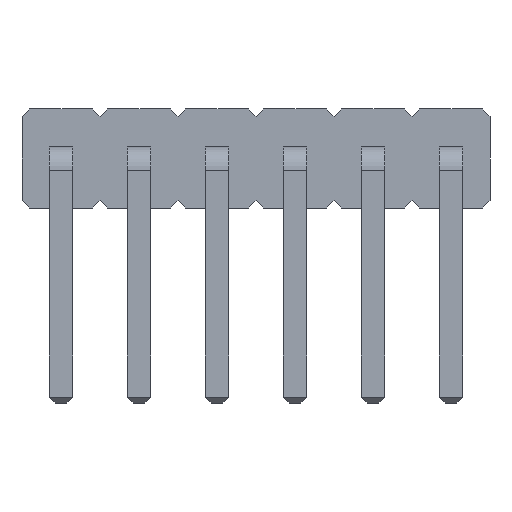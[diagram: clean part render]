
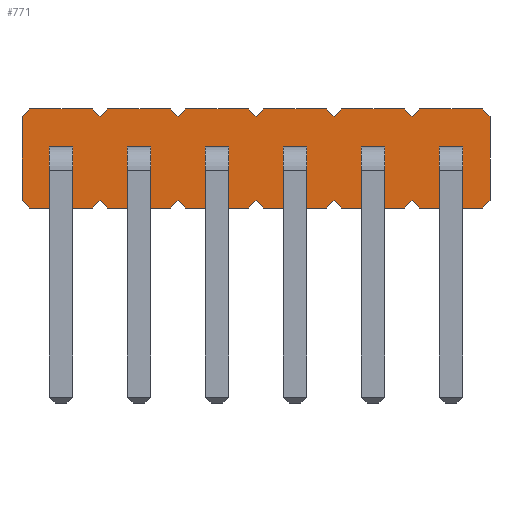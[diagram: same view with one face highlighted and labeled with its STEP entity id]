
A CAD part, left-side view. The second image highlights one B-rep face of the part: STEP entity #771.
In plain terms, the highlighted planar face has unit normal (-1, 0, 0).
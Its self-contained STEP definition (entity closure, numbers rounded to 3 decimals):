
#13=DIRECTION('',(0.,0.,1.));
#22=VERTEX_POINT('',#23);
#23=CARTESIAN_POINT('',(0.25,0.5,0.1));
#34=VECTOR('',#35,1.);
#35=DIRECTION('',(0.,-0.707,-0.707));
#38=VERTEX_POINT('',#39);
#39=CARTESIAN_POINT('',(0.25,0.4,0.));
#42=EDGE_CURVE('',#22,#38,#43,.T.);
#43=LINE('',#23,#34);
#46=DIRECTION('',(0.,0.707,-0.707));
#56=VECTOR('',#57,1.);
#57=DIRECTION('',(0.,-1.,0.));
#60=VERTEX_POINT('',#61);
#61=CARTESIAN_POINT('',(0.25,-0.4,0.));
#64=EDGE_CURVE('',#38,#60,#65,.T.);
#65=LINE('',#39,#56);
#78=VECTOR('',#79,1.);
#79=DIRECTION('',(0.,-0.707,0.707));
#82=VERTEX_POINT('',#83);
#83=CARTESIAN_POINT('',(0.25,-0.5,0.1));
#86=EDGE_CURVE('',#60,#82,#87,.T.);
#87=LINE('',#61,#78);
#102=VERTEX_POINT('',#103);
#103=CARTESIAN_POINT('',(0.25,-0.6,0.));
#106=EDGE_CURVE('',#82,#102,#107,.T.);
#107=LINE('',#83,#34);
#121=VERTEX_POINT('',#122);
#122=CARTESIAN_POINT('',(0.25,-1.4,0.));
#125=EDGE_CURVE('',#102,#121,#126,.T.);
#126=LINE('',#103,#56);
#140=VERTEX_POINT('',#141);
#141=CARTESIAN_POINT('',(0.25,-1.5,0.1));
#144=EDGE_CURVE('',#121,#140,#145,.T.);
#145=LINE('',#122,#78);
#160=VERTEX_POINT('',#161);
#161=CARTESIAN_POINT('',(0.25,-1.6,0.));
#164=EDGE_CURVE('',#140,#160,#165,.T.);
#165=LINE('',#166,#34);
#166=CARTESIAN_POINT('',(0.25,-1.5,0.1));
#181=VERTEX_POINT('',#182);
#182=CARTESIAN_POINT('',(0.25,-2.4,0.));
#185=EDGE_CURVE('',#160,#181,#186,.T.);
#186=LINE('',#187,#56);
#187=CARTESIAN_POINT('',(0.25,-1.6,0.));
#201=VERTEX_POINT('',#202);
#202=CARTESIAN_POINT('',(0.25,-2.5,0.1));
#205=EDGE_CURVE('',#181,#201,#206,.T.);
#206=LINE('',#182,#78);
#221=VERTEX_POINT('',#222);
#222=CARTESIAN_POINT('',(0.25,-2.6,0.));
#225=EDGE_CURVE('',#201,#221,#226,.T.);
#226=LINE('',#227,#34);
#227=CARTESIAN_POINT('',(0.25,-2.5,0.1));
#242=VERTEX_POINT('',#243);
#243=CARTESIAN_POINT('',(0.25,-3.4,0.));
#246=EDGE_CURVE('',#221,#242,#247,.T.);
#247=LINE('',#248,#56);
#248=CARTESIAN_POINT('',(0.25,-2.6,0.));
#262=VERTEX_POINT('',#263);
#263=CARTESIAN_POINT('',(0.25,-3.5,0.1));
#266=EDGE_CURVE('',#242,#262,#267,.T.);
#267=LINE('',#243,#78);
#282=VERTEX_POINT('',#283);
#283=CARTESIAN_POINT('',(0.25,-3.6,0.));
#286=EDGE_CURVE('',#262,#282,#287,.T.);
#287=LINE('',#288,#34);
#288=CARTESIAN_POINT('',(0.25,-3.5,0.1));
#303=VERTEX_POINT('',#304);
#304=CARTESIAN_POINT('',(0.25,-4.4,0.));
#307=EDGE_CURVE('',#282,#303,#308,.T.);
#308=LINE('',#309,#56);
#309=CARTESIAN_POINT('',(0.25,-3.6,0.));
#323=VERTEX_POINT('',#324);
#324=CARTESIAN_POINT('',(0.25,-4.5,0.1));
#327=EDGE_CURVE('',#303,#323,#328,.T.);
#328=LINE('',#304,#78);
#342=VERTEX_POINT('',#343);
#343=CARTESIAN_POINT('',(0.25,-4.6,0.));
#346=EDGE_CURVE('',#323,#342,#347,.T.);
#347=LINE('',#324,#34);
#361=VERTEX_POINT('',#362);
#362=CARTESIAN_POINT('',(0.25,-5.4,0.));
#365=EDGE_CURVE('',#342,#361,#366,.T.);
#366=LINE('',#343,#56);
#380=VERTEX_POINT('',#381);
#381=CARTESIAN_POINT('',(0.25,-5.5,0.1));
#384=EDGE_CURVE('',#361,#380,#385,.T.);
#385=LINE('',#362,#78);
#397=VECTOR('',#13,1.);
#400=VERTEX_POINT('',#401);
#401=CARTESIAN_POINT('',(0.25,-5.5,1.17));
#404=EDGE_CURVE('',#380,#400,#405,.T.);
#405=LINE('',#381,#397);
#417=VECTOR('',#418,1.);
#418=DIRECTION('',(0.,0.707,0.707));
#421=VERTEX_POINT('',#422);
#422=CARTESIAN_POINT('',(0.25,-5.4,1.27));
#425=EDGE_CURVE('',#400,#421,#426,.T.);
#426=LINE('',#401,#417);
#438=VECTOR('',#439,1.);
#439=DIRECTION('',(0.,1.,0.));
#442=VERTEX_POINT('',#443);
#443=CARTESIAN_POINT('',(0.25,-4.6,1.27));
#446=EDGE_CURVE('',#421,#442,#447,.T.);
#447=LINE('',#422,#438);
#459=VECTOR('',#46,1.);
#462=VERTEX_POINT('',#463);
#463=CARTESIAN_POINT('',(0.25,-4.5,1.17));
#466=EDGE_CURVE('',#442,#462,#467,.T.);
#467=LINE('',#443,#459);
#481=VERTEX_POINT('',#482);
#482=CARTESIAN_POINT('',(0.25,-4.4,1.27));
#485=EDGE_CURVE('',#462,#481,#486,.T.);
#486=LINE('',#463,#417);
#500=VERTEX_POINT('',#501);
#501=CARTESIAN_POINT('',(0.25,-3.6,1.27));
#504=EDGE_CURVE('',#481,#500,#505,.T.);
#505=LINE('',#482,#438);
#519=VERTEX_POINT('',#520);
#520=CARTESIAN_POINT('',(0.25,-3.5,1.17));
#523=EDGE_CURVE('',#500,#519,#524,.T.);
#524=LINE('',#501,#459);
#538=VERTEX_POINT('',#539);
#539=CARTESIAN_POINT('',(0.25,-3.4,1.27));
#542=EDGE_CURVE('',#519,#538,#543,.T.);
#543=LINE('',#520,#417);
#557=VERTEX_POINT('',#558);
#558=CARTESIAN_POINT('',(0.25,-2.6,1.27));
#561=EDGE_CURVE('',#538,#557,#562,.T.);
#562=LINE('',#539,#438);
#576=VERTEX_POINT('',#577);
#577=CARTESIAN_POINT('',(0.25,-2.5,1.17));
#580=EDGE_CURVE('',#557,#576,#581,.T.);
#581=LINE('',#558,#459);
#595=VERTEX_POINT('',#596);
#596=CARTESIAN_POINT('',(0.25,-2.4,1.27));
#599=EDGE_CURVE('',#576,#595,#600,.T.);
#600=LINE('',#577,#417);
#614=VERTEX_POINT('',#615);
#615=CARTESIAN_POINT('',(0.25,-1.6,1.27));
#618=EDGE_CURVE('',#595,#614,#619,.T.);
#619=LINE('',#596,#438);
#633=VERTEX_POINT('',#634);
#634=CARTESIAN_POINT('',(0.25,-1.5,1.17));
#637=EDGE_CURVE('',#614,#633,#638,.T.);
#638=LINE('',#615,#459);
#652=VERTEX_POINT('',#653);
#653=CARTESIAN_POINT('',(0.25,-1.4,1.27));
#656=EDGE_CURVE('',#633,#652,#657,.T.);
#657=LINE('',#634,#417);
#671=VERTEX_POINT('',#672);
#672=CARTESIAN_POINT('',(0.25,-0.6,1.27));
#675=EDGE_CURVE('',#652,#671,#676,.T.);
#676=LINE('',#653,#438);
#690=VERTEX_POINT('',#691);
#691=CARTESIAN_POINT('',(0.25,-0.5,1.17));
#694=EDGE_CURVE('',#671,#690,#695,.T.);
#695=LINE('',#672,#459);
#709=VERTEX_POINT('',#710);
#710=CARTESIAN_POINT('',(0.25,-0.4,1.27));
#713=EDGE_CURVE('',#690,#709,#714,.T.);
#714=LINE('',#691,#417);
#728=VERTEX_POINT('',#729);
#729=CARTESIAN_POINT('',(0.25,0.4,1.27));
#732=EDGE_CURVE('',#709,#728,#733,.T.);
#733=LINE('',#710,#438);
#747=VERTEX_POINT('',#748);
#748=CARTESIAN_POINT('',(0.25,0.5,1.17));
#751=EDGE_CURVE('',#728,#747,#752,.T.);
#752=LINE('',#729,#459);
#762=VECTOR('',#763,1.);
#763=DIRECTION('',(0.,0.,-1.));
#766=EDGE_CURVE('',#747,#22,#767,.T.);
#767=LINE('',#748,#762);
#771=ADVANCED_FACE('',(#772),#812,.T.);
#772=FACE_BOUND('',#773,.T.);
#773=EDGE_LOOP('',(#774,#775,#776,#777,#778,#779,#780,#781,#782,#783,#784,#785,#786,#787,#788,#789,#790,#791,#792,#793,#794,#795,#796,#797,#798,#799,#800,#801,#802,#803,#804,#805,#806,#807,#808,#809,#810,#811));
#774=ORIENTED_EDGE('',*,*,#42,.T.);
#775=ORIENTED_EDGE('',*,*,#64,.T.);
#776=ORIENTED_EDGE('',*,*,#86,.T.);
#777=ORIENTED_EDGE('',*,*,#106,.T.);
#778=ORIENTED_EDGE('',*,*,#125,.T.);
#779=ORIENTED_EDGE('',*,*,#144,.T.);
#780=ORIENTED_EDGE('',*,*,#164,.T.);
#781=ORIENTED_EDGE('',*,*,#185,.T.);
#782=ORIENTED_EDGE('',*,*,#205,.T.);
#783=ORIENTED_EDGE('',*,*,#225,.T.);
#784=ORIENTED_EDGE('',*,*,#246,.T.);
#785=ORIENTED_EDGE('',*,*,#266,.T.);
#786=ORIENTED_EDGE('',*,*,#286,.T.);
#787=ORIENTED_EDGE('',*,*,#307,.T.);
#788=ORIENTED_EDGE('',*,*,#327,.T.);
#789=ORIENTED_EDGE('',*,*,#346,.T.);
#790=ORIENTED_EDGE('',*,*,#365,.T.);
#791=ORIENTED_EDGE('',*,*,#384,.T.);
#792=ORIENTED_EDGE('',*,*,#404,.T.);
#793=ORIENTED_EDGE('',*,*,#425,.T.);
#794=ORIENTED_EDGE('',*,*,#446,.T.);
#795=ORIENTED_EDGE('',*,*,#466,.T.);
#796=ORIENTED_EDGE('',*,*,#485,.T.);
#797=ORIENTED_EDGE('',*,*,#504,.T.);
#798=ORIENTED_EDGE('',*,*,#523,.T.);
#799=ORIENTED_EDGE('',*,*,#542,.T.);
#800=ORIENTED_EDGE('',*,*,#561,.T.);
#801=ORIENTED_EDGE('',*,*,#580,.T.);
#802=ORIENTED_EDGE('',*,*,#599,.T.);
#803=ORIENTED_EDGE('',*,*,#618,.T.);
#804=ORIENTED_EDGE('',*,*,#637,.T.);
#805=ORIENTED_EDGE('',*,*,#656,.T.);
#806=ORIENTED_EDGE('',*,*,#675,.T.);
#807=ORIENTED_EDGE('',*,*,#694,.T.);
#808=ORIENTED_EDGE('',*,*,#713,.T.);
#809=ORIENTED_EDGE('',*,*,#732,.T.);
#810=ORIENTED_EDGE('',*,*,#751,.T.);
#811=ORIENTED_EDGE('',*,*,#766,.T.);
#812=PLANE('',#813);
#813=AXIS2_PLACEMENT_3D('',#814,#815,#816);
#814=CARTESIAN_POINT('',(0.25,-2.5,0.635));
#815=DIRECTION('',(-1.,-0.,-0.));
#816=DIRECTION('',(0.,0.,-1.));
